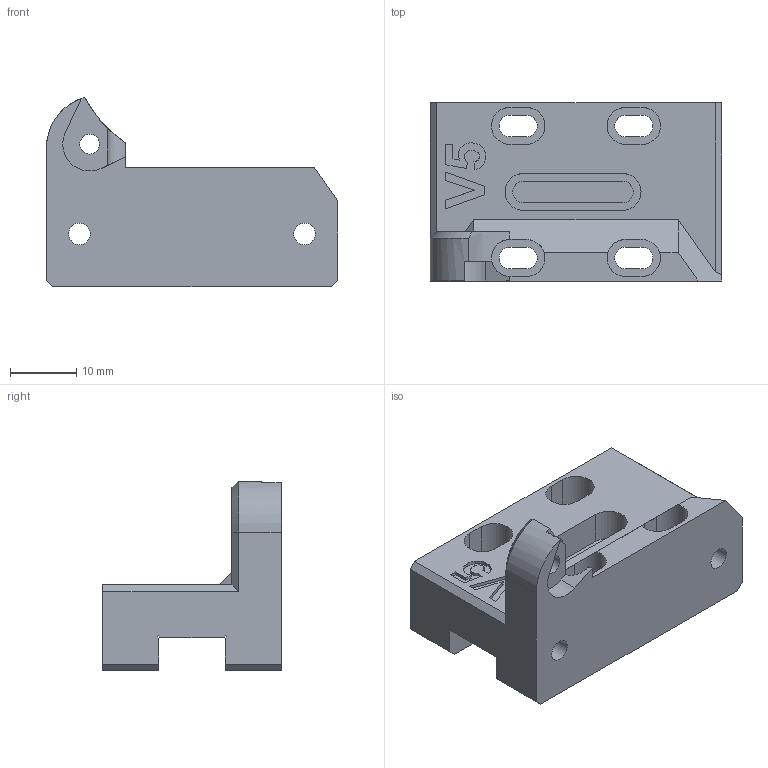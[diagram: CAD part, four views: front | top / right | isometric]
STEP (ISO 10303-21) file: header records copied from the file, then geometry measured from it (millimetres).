
FILE_DESCRIPTION(/* description */ (''),/* implementation_level */ '2;1');
FILE_NAME(/* name */ 'LGX Lite top plate V5.step',/* time_stamp */ '2022-02-07T16:10:47+13:00',/* author */ (''),/* organization */ (''),/* preprocessor_version */ 'ST-DEVELOPER v18.1',/* originating_system */ 'Autodesk Translation Framework v10.13.0.1454',/* authorisation */ '');
FILE_SCHEMA (('AUTOMOTIVE_DESIGN { 1 0 10303 214 3 1 1 }'));
Length unit declared in the file: millimetre
Products named in the file (1): LGX Lite top plate V5
Bounding box: 44.1 x 27 x 28.7 mm (x, y, z)
Volume: 12036.3 mm3; surface area: 7251 mm2
Topology: 1 solids, 1 shells, 117 faces, 325 edges, 216 vertices
Faces by surface type: plane 75, cylinder 27, bspline 14, cone 1
Full cylindrical faces by diameter (mm): 3 x1, 3.3 x2
Entity records: 3943 total; most frequent: CARTESIAN_POINT 912, ORIENTED_EDGE 650, DIRECTION 564, EDGE_CURVE 325, LINE 234, VECTOR 234, VERTEX_POINT 216, AXIS2_PLACEMENT_3D 165
